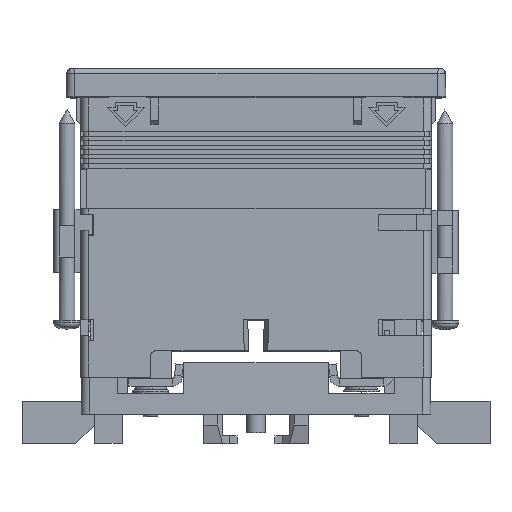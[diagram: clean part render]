
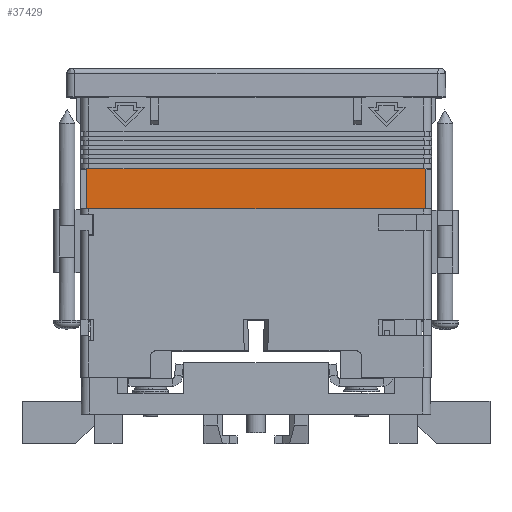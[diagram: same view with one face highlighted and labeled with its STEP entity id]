
A CAD part, top view. The second image highlights one B-rep face of the part: STEP entity #37429.
In plain terms, the highlighted planar face has unit normal (0, 0, 1).
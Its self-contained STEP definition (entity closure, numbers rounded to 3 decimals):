
#1522=FACE_OUTER_BOUND('',#3386,.T.);
#3386=EDGE_LOOP('',(#27145,#27146,#27147,#27148));
#6690=LINE('',#57664,#11104);
#7008=LINE('',#58385,#11422);
#7009=LINE('',#58387,#11423);
#7010=LINE('',#58388,#11424);
#11104=VECTOR('',#44297,10.);
#11422=VECTOR('',#44967,1000.);
#11423=VECTOR('',#44968,1000.);
#11424=VECTOR('',#44969,1000.);
#15286=VERTEX_POINT('',#57591);
#15314=VERTEX_POINT('',#57661);
#15542=VERTEX_POINT('',#58384);
#15543=VERTEX_POINT('',#58386);
#19430=EDGE_CURVE('',#15286,#15314,#6690,.T.);
#19792=EDGE_CURVE('',#15314,#15542,#7008,.T.);
#19793=EDGE_CURVE('',#15543,#15542,#7009,.T.);
#19794=EDGE_CURVE('',#15286,#15543,#7010,.T.);
#27145=ORIENTED_EDGE('',*,*,#19430,.T.);
#27146=ORIENTED_EDGE('',*,*,#19792,.T.);
#27147=ORIENTED_EDGE('',*,*,#19793,.F.);
#27148=ORIENTED_EDGE('',*,*,#19794,.F.);
#33971=PLANE('',#39645);
#37429=ADVANCED_FACE('',(#1522),#33971,.F.);
#39645=AXIS2_PLACEMENT_3D('',#58383,#44965,#44966);
#44297=DIRECTION('',(-1.,0.,0.));
#44965=DIRECTION('center_axis',(0.,0.,
-1.));
#44966=DIRECTION('ref_axis',(1.,0.,0.));
#44967=DIRECTION('',(0.,-1.,0.));
#44968=DIRECTION('',(-1.,0.,0.));
#44969=DIRECTION('',(0.,-1.,0.));
#57591=CARTESIAN_POINT('',(61.838,54.415,80.085));
#57661=CARTESIAN_POINT('',(-2.462,54.415,80.085));
#57664=CARTESIAN_POINT('',(30.713,54.415,80.085));
#58383=CARTESIAN_POINT('Origin',(64.938,46.915,80.085));
#58384=CARTESIAN_POINT('',(-2.462,46.915,80.085));
#58385=CARTESIAN_POINT('',(-2.462,142.975,80.085));
#58386=CARTESIAN_POINT('',(61.838,46.915,80.085));
#58387=CARTESIAN_POINT('',(64.938,46.915,80.085));
#58388=CARTESIAN_POINT('',(61.838,142.975,80.085));
